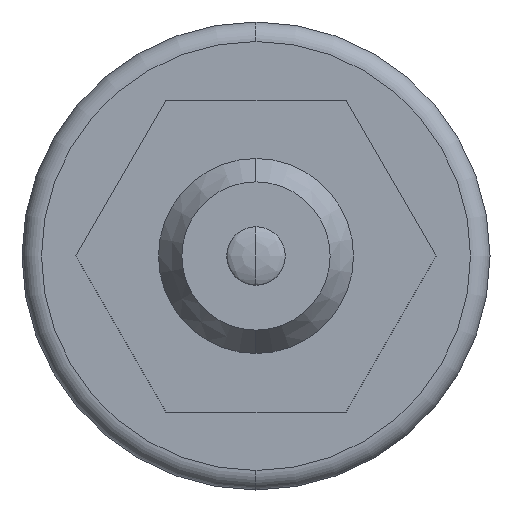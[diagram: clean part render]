
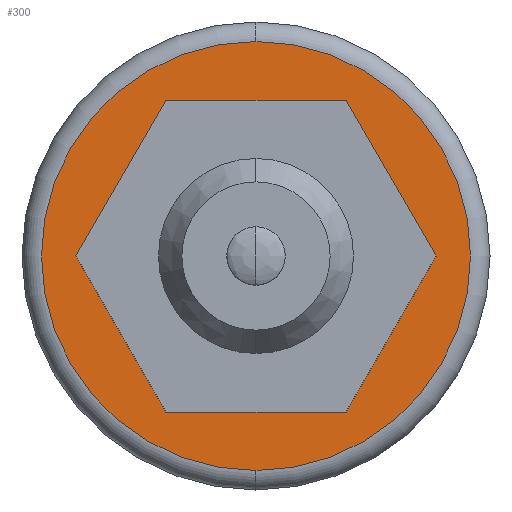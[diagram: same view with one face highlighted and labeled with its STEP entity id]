
A CAD part, left-side view. The second image highlights one B-rep face of the part: STEP entity #300.
In plain terms, the highlighted planar face has unit normal (-1, 0, 0).
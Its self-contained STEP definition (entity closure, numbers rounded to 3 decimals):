
#48 = EDGE_CURVE ( 'NONE', #394, #519, #1460, .T. ) ;
#88 = VECTOR ( 'NONE', #410, 1000. ) ;
#121 = EDGE_CURVE ( 'NONE', #519, #559, #1315, .T. ) ;
#135 = ORIENTED_EDGE ( 'NONE', *, *, #302, .T. ) ;
#152 = VERTEX_POINT ( 'NONE', #998 ) ;
#174 = DIRECTION ( 'NONE',  ( 0., -1., 0. ) ) ;
#190 = DIRECTION ( 'NONE',  ( 0., -0.5, 0.866 ) ) ;
#209 = EDGE_CURVE ( 'NONE', #559, #152, #550, .T. ) ;
#240 = CIRCLE ( 'NONE', #1391, 5.5 ) ;
#260 = EDGE_LOOP ( 'NONE', ( #534, #135 ) ) ;
#263 = CARTESIAN_POINT ( 'NONE',  ( -1.25, -2.309, 4. ) ) ;
#297 = DIRECTION ( 'NONE',  ( -1., 0., 0. ) ) ;
#300 = ADVANCED_FACE ( 'NONE', ( #1046, #611 ), #508, .F. ) ;
#302 = EDGE_CURVE ( 'NONE', #1243, #789, #240, .T. ) ;
#316 = CARTESIAN_POINT ( 'NONE',  ( -1.25, -2.309, -4. ) ) ;
#363 = CARTESIAN_POINT ( 'NONE',  ( -1.25, 2.309, 4. ) ) ;
#394 = VERTEX_POINT ( 'NONE', #316 ) ;
#410 = DIRECTION ( 'NONE',  ( 0., 0.5, 0.866 ) ) ;
#418 = DIRECTION ( 'NONE',  ( 0., 0., -1. ) ) ;
#443 = ORIENTED_EDGE ( 'NONE', *, *, #513, .F. ) ;
#446 = LINE ( 'NONE', #598, #668 ) ;
#447 = VECTOR ( 'NONE', #993, 1000. ) ;
#470 = LINE ( 'NONE', #363, #967 ) ;
#480 = VERTEX_POINT ( 'NONE', #659 ) ;
#499 = DIRECTION ( 'NONE',  ( 0., 0., -1. ) ) ;
#504 = DIRECTION ( 'NONE',  ( 0., 0., -1. ) ) ;
#508 = PLANE ( 'NONE',  #1364 ) ;
#513 = EDGE_CURVE ( 'NONE', #480, #1091, #950, .T. ) ;
#519 = VERTEX_POINT ( 'NONE', #962 ) ;
#525 = CARTESIAN_POINT ( 'NONE',  ( -1.25, 0., 0. ) ) ;
#531 = CARTESIAN_POINT ( 'NONE',  ( -1.25, 2.309, -4. ) ) ;
#534 = ORIENTED_EDGE ( 'NONE', *, *, #1079, .T. ) ;
#550 = LINE ( 'NONE', #263, #1420 ) ;
#559 = VERTEX_POINT ( 'NONE', #1040 ) ;
#598 = CARTESIAN_POINT ( 'NONE',  ( -1.25, 2.309, -4. ) ) ;
#611 = FACE_BOUND ( 'NONE', #1130, .T. ) ;
#615 = ORIENTED_EDGE ( 'NONE', *, *, #209, .F. ) ;
#659 = CARTESIAN_POINT ( 'NONE',  ( -1.25, 4.619, 0. ) ) ;
#668 = VECTOR ( 'NONE', #174, 1000. ) ;
#714 = CARTESIAN_POINT ( 'NONE',  ( -1.25, -2.309, -4. ) ) ;
#789 = VERTEX_POINT ( 'NONE', #947 ) ;
#792 = DIRECTION ( 'NONE',  ( 0., 1., 0. ) ) ;
#799 = DIRECTION ( 'NONE',  ( 0., 0.5, -0.866 ) ) ;
#847 = DIRECTION ( 'NONE',  ( 1., 0., 0. ) ) ;
#874 = CARTESIAN_POINT ( 'NONE',  ( -1.25, 4.619, 0. ) ) ;
#881 = CIRCLE ( 'NONE', #1119, 5.5 ) ;
#902 = EDGE_CURVE ( 'NONE', #1091, #394, #446, .T. ) ;
#947 = CARTESIAN_POINT ( 'NONE',  ( -1.25, 0., -5.5 ) ) ;
#950 = LINE ( 'NONE', #874, #447 ) ;
#953 = CARTESIAN_POINT ( 'NONE',  ( -1.25, 0., 0. ) ) ;
#960 = CARTESIAN_POINT ( 'NONE',  ( -1.25, 0., 0. ) ) ;
#962 = CARTESIAN_POINT ( 'NONE',  ( -1.25, -4.619, 0. ) ) ;
#967 = VECTOR ( 'NONE', #799, 1000. ) ;
#993 = DIRECTION ( 'NONE',  ( 0., -0.5, -0.866 ) ) ;
#998 = CARTESIAN_POINT ( 'NONE',  ( -1.25, 2.309, 4. ) ) ;
#1011 = VECTOR ( 'NONE', #190, 1000. ) ;
#1034 = CARTESIAN_POINT ( 'NONE',  ( -1.25, 0., 5.5 ) ) ;
#1040 = CARTESIAN_POINT ( 'NONE',  ( -1.25, -2.309, 4. ) ) ;
#1046 = FACE_OUTER_BOUND ( 'NONE', #260, .T. ) ;
#1079 = EDGE_CURVE ( 'NONE', #789, #1243, #881, .T. ) ;
#1091 = VERTEX_POINT ( 'NONE', #531 ) ;
#1119 = AXIS2_PLACEMENT_3D ( 'NONE', #525, #1215, #418 ) ;
#1130 = EDGE_LOOP ( 'NONE', ( #1206, #615, #1151, #1319, #1381, #443 ) ) ;
#1151 = ORIENTED_EDGE ( 'NONE', *, *, #121, .F. ) ;
#1202 = CARTESIAN_POINT ( 'NONE',  ( -1.25, -4.619, 0. ) ) ;
#1206 = ORIENTED_EDGE ( 'NONE', *, *, #1311, .F. ) ;
#1215 = DIRECTION ( 'NONE',  ( -1., 0., 0. ) ) ;
#1243 = VERTEX_POINT ( 'NONE', #1034 ) ;
#1311 = EDGE_CURVE ( 'NONE', #152, #480, #470, .T. ) ;
#1315 = LINE ( 'NONE', #1202, #88 ) ;
#1319 = ORIENTED_EDGE ( 'NONE', *, *, #48, .F. ) ;
#1364 = AXIS2_PLACEMENT_3D ( 'NONE', #953, #847, #504 ) ;
#1381 = ORIENTED_EDGE ( 'NONE', *, *, #902, .F. ) ;
#1391 = AXIS2_PLACEMENT_3D ( 'NONE', #960, #297, #499 ) ;
#1420 = VECTOR ( 'NONE', #792, 1000. ) ;
#1460 = LINE ( 'NONE', #714, #1011 ) ;
